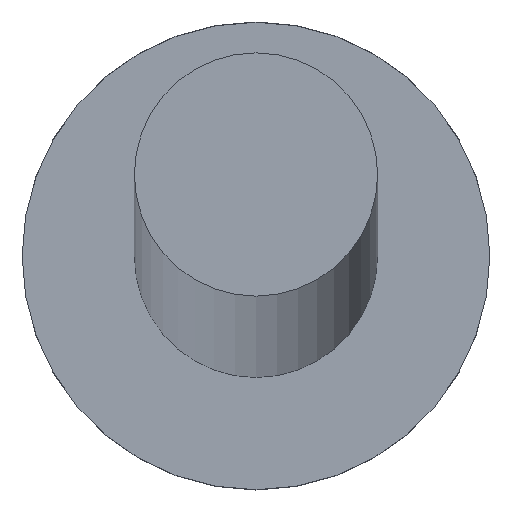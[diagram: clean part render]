
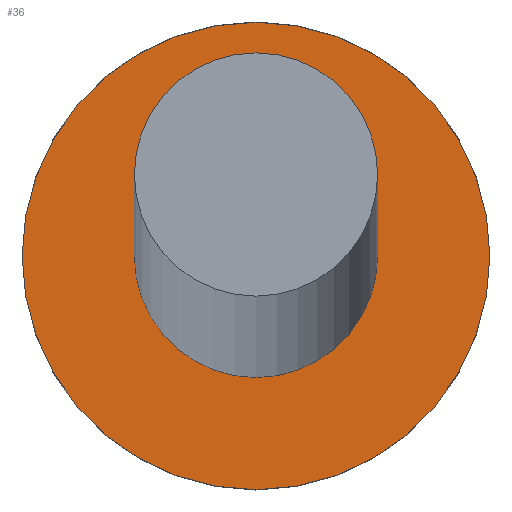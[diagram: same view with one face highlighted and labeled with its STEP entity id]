
A CAD part, top view. The second image highlights one B-rep face of the part: STEP entity #36.
In plain terms, the highlighted planar face has unit normal (0, 0, 1).
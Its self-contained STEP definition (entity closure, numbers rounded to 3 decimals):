
#1 = CARTESIAN_POINT ( 'NONE',  ( 0., 0., 3. ) ) ;
#12 = CARTESIAN_POINT ( 'NONE',  ( -5., 0., 3. ) ) ;
#30 = PLANE ( 'NONE',  #240 ) ;
#32 = ORIENTED_EDGE ( 'NONE', *, *, #106, .F. ) ;
#34 = CARTESIAN_POINT ( 'NONE',  ( 0., 0., 3. ) ) ;
#35 = DIRECTION ( 'NONE',  ( 1., 0., 0. ) ) ;
#36 = ADVANCED_FACE ( 'NONE', ( #158, #251 ), #30, .T. ) ;
#55 = EDGE_LOOP ( 'NONE', ( #123, #32 ) ) ;
#64 = VERTEX_POINT ( 'NONE', #12 ) ;
#67 = EDGE_LOOP ( 'NONE', ( #216, #218 ) ) ;
#71 = AXIS2_PLACEMENT_3D ( 'NONE', #153, #89, #204 ) ;
#74 = VERTEX_POINT ( 'NONE', #152 ) ;
#86 = AXIS2_PLACEMENT_3D ( 'NONE', #34, #95, #207 ) ;
#89 = DIRECTION ( 'NONE',  ( 0., 0., 1. ) ) ;
#95 = DIRECTION ( 'NONE',  ( 0., 0., 1. ) ) ;
#100 = DIRECTION ( 'NONE',  ( 0., 0., 1. ) ) ;
#106 = EDGE_CURVE ( 'NONE', #174, #74, #197, .T. ) ;
#109 = CIRCLE ( 'NONE', #71, 5. ) ;
#118 = CARTESIAN_POINT ( 'NONE',  ( 5., 0., 3. ) ) ;
#119 = CARTESIAN_POINT ( 'NONE',  ( 2.6, 0., 3. ) ) ;
#123 = ORIENTED_EDGE ( 'NONE', *, *, #171, .F. ) ;
#126 = EDGE_CURVE ( 'NONE', #203, #64, #109, .T. ) ;
#137 = CARTESIAN_POINT ( 'NONE',  ( 0., 0., 3. ) ) ;
#141 = EDGE_CURVE ( 'NONE', #64, #203, #217, .T. ) ;
#143 = AXIS2_PLACEMENT_3D ( 'NONE', #1, #211, #35 ) ;
#145 = DIRECTION ( 'NONE',  ( 1., 0., 0. ) ) ;
#152 = CARTESIAN_POINT ( 'NONE',  ( -2.6, 0., 3. ) ) ;
#153 = CARTESIAN_POINT ( 'NONE',  ( 0., 0., 3. ) ) ;
#155 = DIRECTION ( 'NONE',  ( 1., 0., 0. ) ) ;
#158 = FACE_BOUND ( 'NONE', #55, .T. ) ;
#170 = DIRECTION ( 'NONE',  ( 0., 0., 1. ) ) ;
#171 = EDGE_CURVE ( 'NONE', #74, #174, #177, .T. ) ;
#174 = VERTEX_POINT ( 'NONE', #119 ) ;
#177 = CIRCLE ( 'NONE', #143, 2.6 ) ;
#181 = AXIS2_PLACEMENT_3D ( 'NONE', #198, #100, #145 ) ;
#197 = CIRCLE ( 'NONE', #86, 2.6 ) ;
#198 = CARTESIAN_POINT ( 'NONE',  ( 0., 0., 3. ) ) ;
#203 = VERTEX_POINT ( 'NONE', #118 ) ;
#204 = DIRECTION ( 'NONE',  ( 1., 0., 0. ) ) ;
#207 = DIRECTION ( 'NONE',  ( 1., 0., 0. ) ) ;
#211 = DIRECTION ( 'NONE',  ( 0., 0., 1. ) ) ;
#216 = ORIENTED_EDGE ( 'NONE', *, *, #141, .T. ) ;
#217 = CIRCLE ( 'NONE', #181, 5. ) ;
#218 = ORIENTED_EDGE ( 'NONE', *, *, #126, .T. ) ;
#240 = AXIS2_PLACEMENT_3D ( 'NONE', #137, #170, #155 ) ;
#251 = FACE_OUTER_BOUND ( 'NONE', #67, .T. ) ;
